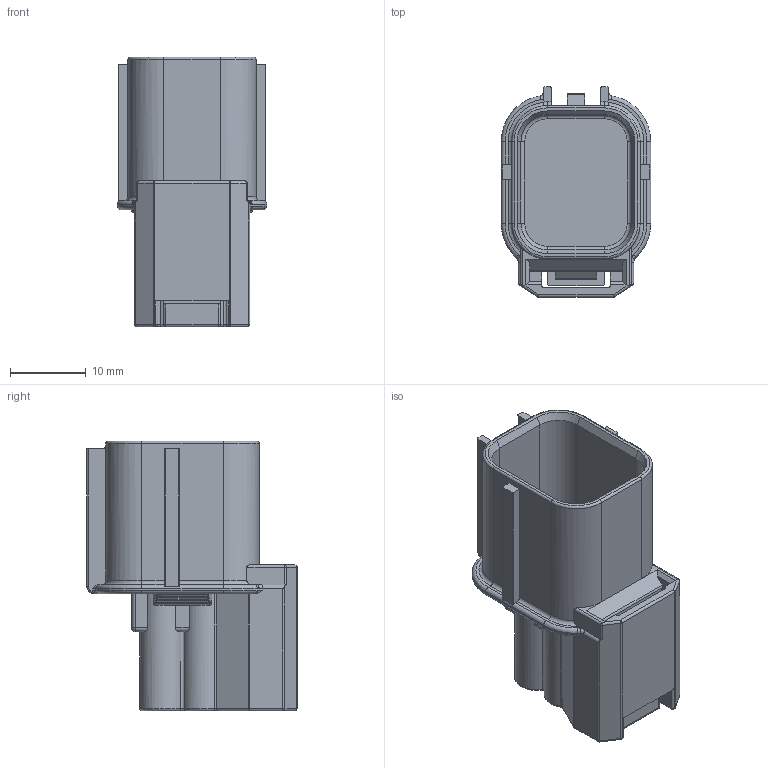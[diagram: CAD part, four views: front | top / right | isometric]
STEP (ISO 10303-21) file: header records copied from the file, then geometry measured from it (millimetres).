
FILE_DESCRIPTION(/* description */ (''),/* implementation_level */ '2;1');
FILE_NAME(/* name */ 'HW-4P.stp',/* time_stamp */ '2024-03-29T03:52:27-05:00',/* author */ (''),/* organization */ ('Corsa Technic, LLC'),/* preprocessor_version */ 'ST-DEVELOPER v20',/* originating_system */ 'Autodesk Translation Framework v12.20.1.177',/* authorisation */ '3D design STEP models are provided for reference only. STEP models DO NOT provide accurate tolerance information and the model may not be constructed to the nominal nor the manufacturing-optimized version of the design. User assumes all risks from use of these models. Corsa Technic, LLC makes no representation or warranty (expressed or implied) with respect to the STEP models, including but not limited to the accuracy or completeness of product dimensions or any other technical specifications contained in or accompanying the STEP models, non-infringement of third party rights, and quality, suitability, fitness for purpose or title.');
FILE_SCHEMA (('AUTOMOTIVE_DESIGN { 1 0 10303 214 3 1 1 }'));
Length unit declared in the file: millimetre
Products named in the file (1): HW-4P
Bounding box: 19.7 x 27.7 x 35.5 mm (x, y, z)
Volume: 4635.3 mm3; surface area: 6300.5 mm2
Topology: 1 solids, 1 shells, 455 faces, 1116 edges, 656 vertices
Faces by surface type: cylinder 199, plane 138, torus 64, sphere 32, bspline 14, cone 8
Full cylindrical faces by diameter (mm): 2.3 x1, 4.4 x4
Entity records: 13899 total; most frequent: CARTESIAN_POINT 3078, DIRECTION 2396, ORIENTED_EDGE 2208, EDGE_CURVE 1104, AXIS2_PLACEMENT_3D 918, VERTEX_POINT 656, LINE 560, VECTOR 560
